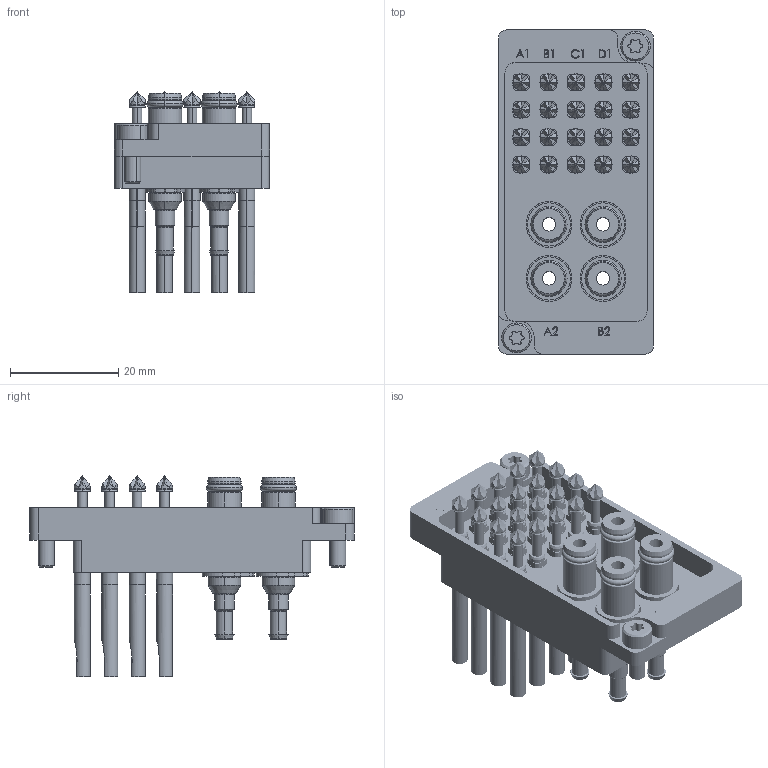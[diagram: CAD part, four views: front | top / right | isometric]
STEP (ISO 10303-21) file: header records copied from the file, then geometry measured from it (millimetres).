
FILE_DESCRIPTION (( 'STEP AP214' ), '1' );
FILE_NAME ('INGUN_32020.STEP', '2023-01-17T13:54:53', ( '' ), ( '' ), 'SwSTEP 2.0', 'SolidWorks 2021', '' );
FILE_SCHEMA (( 'AUTOMOTIVE_DESIGN' ));
Length unit declared in the file: millimetre
Products named in the file (9): INGUN_32020; 14987~0_S; KS-113-Master__ADA~ks_KS-113 30 M2-R; HSS-120-0090__ADA~hss_S; 21085~0; 31869~3_S; INFO_4613~0_SBP-T_Kontaktierung-Seite<S>; DIN912~n_M03,0x008; 31869~3
Assembly tree (53 placements, depth 3):
  INGUN_32020
    31869~3_S
      31869~3
      INFO_4613~0_SBP-T_Kontaktierung-Seite<S>
    KS-113-Master__ADA~ks_KS-113 30 M2-R  x20
    HSS-120-0090__ADA~hss_S  x20
    21085~0  x4
    DIN912~n_M03,0x008  x2
    14987~0_S  x4
Bounding box: 28.7 x 60 x 37.3 mm (x, y, z)
Volume: 18365 mm3; surface area: 22463 mm2
Topology: 107 solids, 107 shells, 7260 faces, 17202 edges, 10296 vertices
Faces by surface type: plane 5014, cylinder 1556, bspline 350, cone 176, torus 164
Entity records: 25421 total; most frequent: CARTESIAN_POINT 7155, DIRECTION 3610, ORIENTED_EDGE 3458, EDGE_CURVE 1729, AXIS2_PLACEMENT_3D 1318, VERTEX_POINT 1087, LINE 974, VECTOR 974
